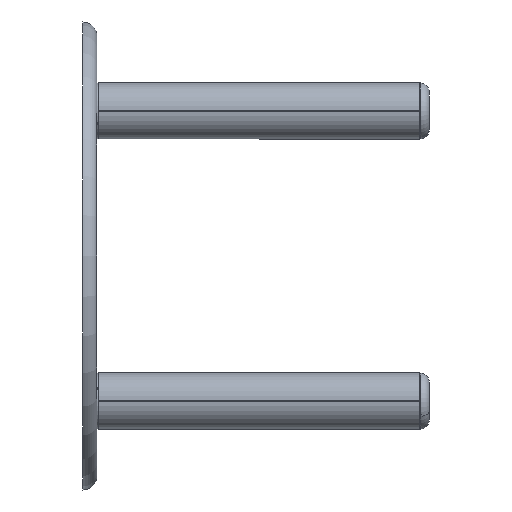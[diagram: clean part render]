
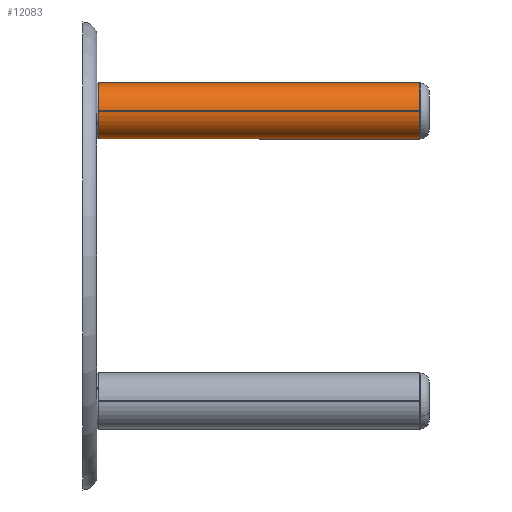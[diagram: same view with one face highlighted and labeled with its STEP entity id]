
A CAD part, left-side view. The second image highlights one B-rep face of the part: STEP entity #12083.
In plain terms, the highlighted cylindrical face has radius 60 mm (diameter 120 mm), a partial arc.
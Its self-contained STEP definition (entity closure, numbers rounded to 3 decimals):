
#351 = CARTESIAN_POINT ( 'NONE',  ( 0., 0., -343.5 ) ) ;
#849 = EDGE_CURVE ( 'NONE', #15882, #4903, #16572, .T. ) ;
#1675 = DIRECTION ( 'NONE',  ( 1., 0., 0. ) ) ;
#2108 = DIRECTION ( 'NONE',  ( 0., 0., -1. ) ) ;
#2695 = DIRECTION ( 'NONE',  ( -1., 0., 0. ) ) ;
#4051 = CYLINDRICAL_SURFACE ( 'NONE', #7682, 60. ) ;
#4108 = CARTESIAN_POINT ( 'NONE',  ( 60., 0., 343.5 ) ) ;
#4794 = AXIS2_PLACEMENT_3D ( 'NONE', #351, #15661, #1675 ) ;
#4903 = VERTEX_POINT ( 'NONE', #11271 ) ;
#4917 = EDGE_LOOP ( 'NONE', ( #12197, #16789, #6342, #13340 ) ) ;
#5030 = EDGE_CURVE ( 'NONE', #14737, #15882, #15405, .T. ) ;
#6169 = VECTOR ( 'NONE', #2108, 1000. ) ;
#6342 = ORIENTED_EDGE ( 'NONE', *, *, #17489, .T. ) ;
#6816 = AXIS2_PLACEMENT_3D ( 'NONE', #11452, #16907, #15831 ) ;
#7682 = AXIS2_PLACEMENT_3D ( 'NONE', #9530, #14996, #2695 ) ;
#8066 = CARTESIAN_POINT ( 'NONE',  ( 60., 0., 343.5 ) ) ;
#9413 = VERTEX_POINT ( 'NONE', #12078 ) ;
#9530 = CARTESIAN_POINT ( 'NONE',  ( 0., 0., 343.5 ) ) ;
#11271 = CARTESIAN_POINT ( 'NONE',  ( 60., 0., -343.5 ) ) ;
#11452 = CARTESIAN_POINT ( 'NONE',  ( 0., 0., 343.5 ) ) ;
#11971 = CIRCLE ( 'NONE', #4794, 60. ) ;
#12015 = CARTESIAN_POINT ( 'NONE',  ( -60., 0., 343.5 ) ) ;
#12078 = CARTESIAN_POINT ( 'NONE',  ( -60., 0., -343.5 ) ) ;
#12083 = ADVANCED_FACE ( 'NONE', ( #13557 ), #4051, .T. ) ;
#12197 = ORIENTED_EDGE ( 'NONE', *, *, #849, .F. ) ;
#12295 = DIRECTION ( 'NONE',  ( 0., 0., -1. ) ) ;
#13327 = CARTESIAN_POINT ( 'NONE',  ( -60., 0., 343.5 ) ) ;
#13340 = ORIENTED_EDGE ( 'NONE', *, *, #16076, .T. ) ;
#13411 = VECTOR ( 'NONE', #12295, 1000. ) ;
#13557 = FACE_OUTER_BOUND ( 'NONE', #4917, .T. ) ;
#14737 = VERTEX_POINT ( 'NONE', #12015 ) ;
#14996 = DIRECTION ( 'NONE',  ( 0., 0., -1. ) ) ;
#15405 = CIRCLE ( 'NONE', #6816, 60. ) ;
#15661 = DIRECTION ( 'NONE',  ( 0., 0., 1. ) ) ;
#15831 = DIRECTION ( 'NONE',  ( 1., 0., 0. ) ) ;
#15882 = VERTEX_POINT ( 'NONE', #8066 ) ;
#15929 = LINE ( 'NONE', #13327, #6169 ) ;
#16076 = EDGE_CURVE ( 'NONE', #9413, #4903, #11971, .T. ) ;
#16572 = LINE ( 'NONE', #4108, #13411 ) ;
#16789 = ORIENTED_EDGE ( 'NONE', *, *, #5030, .F. ) ;
#16907 = DIRECTION ( 'NONE',  ( 0., 0., 1. ) ) ;
#17489 = EDGE_CURVE ( 'NONE', #14737, #9413, #15929, .T. ) ;
